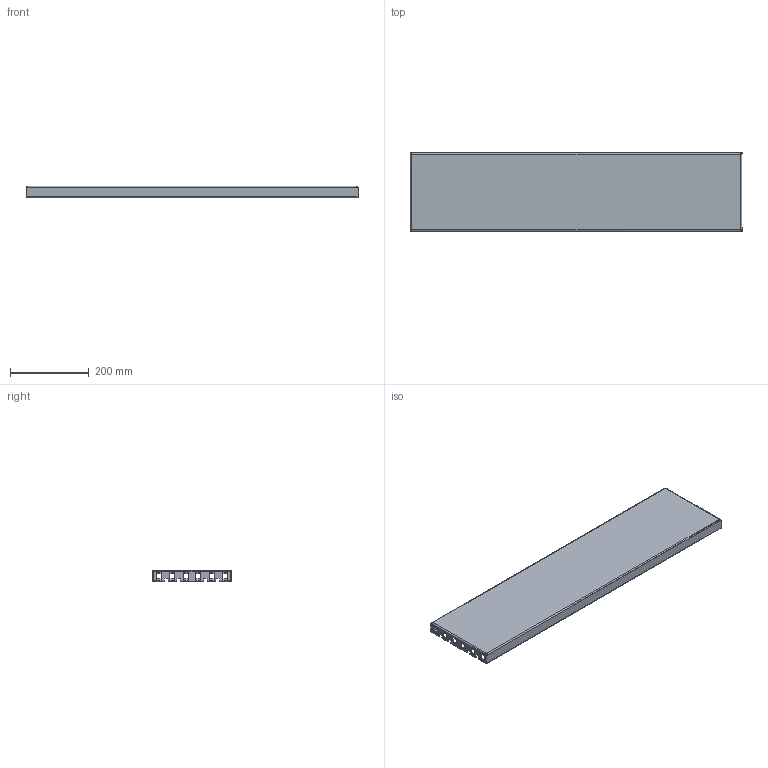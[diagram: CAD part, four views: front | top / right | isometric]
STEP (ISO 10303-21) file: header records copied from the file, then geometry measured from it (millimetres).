
FILE_DESCRIPTION (( 'STEP AP203' ), '1' );
FILE_NAME ('EUZE-T1000D.STEP', '2020-03-09T14:49:53', ( '' ), ( '' ), 'SwSTEP 2.0', 'SolidWorks 2019', '' );
FILE_SCHEMA (( 'CONFIG_CONTROL_DESIGN' ));
Length unit declared in the file: millimetre
Products named in the file (1): EUZE-T1000D
Bounding box: 844 x 199 x 30 mm (x, y, z)
Volume: 465922.1 mm3; surface area: 473133.7 mm2
Topology: 1 solids, 1 shells, 238 faces, 660 edges, 424 vertices
Faces by surface type: plane 174, cylinder 56, bspline 8
Entity records: 7843 total; most frequent: CARTESIAN_POINT 1653, ORIENTED_EDGE 1320, DIRECTION 1186, EDGE_CURVE 660, VECTOR 532, LINE 532, VERTEX_POINT 424, AXIS2_PLACEMENT_3D 327
